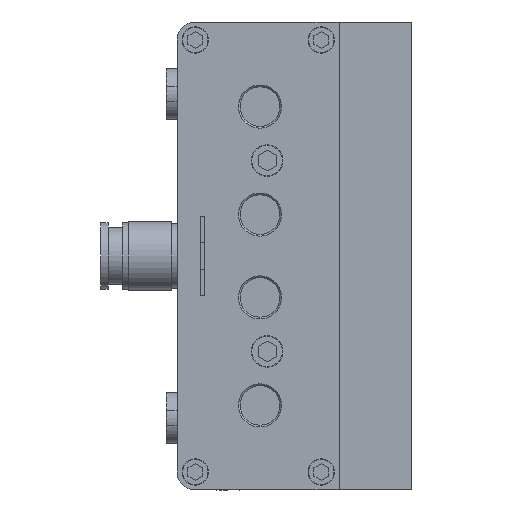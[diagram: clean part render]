
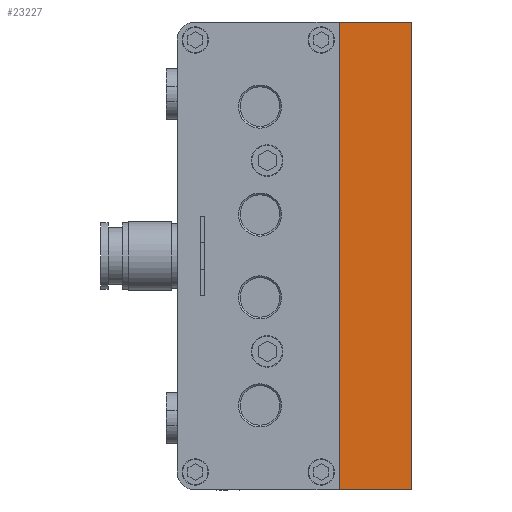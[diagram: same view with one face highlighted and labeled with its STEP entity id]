
A CAD part, left-side view. The second image highlights one B-rep face of the part: STEP entity #23227.
In plain terms, the highlighted planar face has unit normal (-1, 0, 0).
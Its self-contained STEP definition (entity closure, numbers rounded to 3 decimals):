
#1116 = CARTESIAN_POINT ( 'NONE',  ( -419., -20., -65. ) ) ;
#1478 = ORIENTED_EDGE ( 'NONE', *, *, #25604, .T. ) ;
#1915 = ORIENTED_EDGE ( 'NONE', *, *, #17065, .T. ) ;
#3484 = ORIENTED_EDGE ( 'NONE', *, *, #31777, .F. ) ;
#3672 = DIRECTION ( 'NONE',  ( 0., 1., 0. ) ) ;
#5686 = VECTOR ( 'NONE', #37579, 1000. ) ;
#6190 = CARTESIAN_POINT ( 'NONE',  ( -419., 0., -65. ) ) ;
#8508 = CARTESIAN_POINT ( 'NONE',  ( -419., -20., 65. ) ) ;
#8910 = VERTEX_POINT ( 'NONE', #29626 ) ;
#9493 = EDGE_LOOP ( 'NONE', ( #1478, #3484, #12968, #1915 ) ) ;
#10926 = VECTOR ( 'NONE', #3672, 1000. ) ;
#10991 = DIRECTION ( 'NONE',  ( 0., 0., -1. ) ) ;
#12968 = ORIENTED_EDGE ( 'NONE', *, *, #15090, .F. ) ;
#15090 = EDGE_CURVE ( 'NONE', #37015, #26982, #19732, .T. ) ;
#16655 = DIRECTION ( 'NONE',  ( 0., 1., 0. ) ) ;
#17065 = EDGE_CURVE ( 'NONE', #37015, #8910, #33736, .T. ) ;
#17066 = CARTESIAN_POINT ( 'NONE',  ( -419., -20., 65. ) ) ;
#19732 = LINE ( 'NONE', #17066, #5686 ) ;
#21141 = LINE ( 'NONE', #29708, #10926 ) ;
#21142 = VECTOR ( 'NONE', #22278, 1000. ) ;
#22278 = DIRECTION ( 'NONE',  ( 0., 0., -1. ) ) ;
#22281 = AXIS2_PLACEMENT_3D ( 'NONE', #8508, #31506, #10991 ) ;
#23150 = FACE_OUTER_BOUND ( 'NONE', #9493, .T. ) ;
#23227 = ADVANCED_FACE ( 'NONE', ( #23150 ), #34335, .F. ) ;
#25339 = CARTESIAN_POINT ( 'NONE',  ( -419., -20., 65. ) ) ;
#25604 = EDGE_CURVE ( 'NONE', #8910, #31292, #37287, .T. ) ;
#26982 = VERTEX_POINT ( 'NONE', #1116 ) ;
#27991 = CARTESIAN_POINT ( 'NONE',  ( -419., 0., 65. ) ) ;
#29626 = CARTESIAN_POINT ( 'NONE',  ( -419., 0., 65. ) ) ;
#29708 = CARTESIAN_POINT ( 'NONE',  ( -419., -20., -65. ) ) ;
#31292 = VERTEX_POINT ( 'NONE', #6190 ) ;
#31506 = DIRECTION ( 'NONE',  ( 1., 0., 0. ) ) ;
#31777 = EDGE_CURVE ( 'NONE', #26982, #31292, #21141, .T. ) ;
#33736 = LINE ( 'NONE', #36975, #34145 ) ;
#34145 = VECTOR ( 'NONE', #16655, 1000. ) ;
#34335 = PLANE ( 'NONE',  #22281 ) ;
#36975 = CARTESIAN_POINT ( 'NONE',  ( -419., -20., 65. ) ) ;
#37015 = VERTEX_POINT ( 'NONE', #25339 ) ;
#37287 = LINE ( 'NONE', #27991, #21142 ) ;
#37579 = DIRECTION ( 'NONE',  ( 0., 0., -1. ) ) ;
